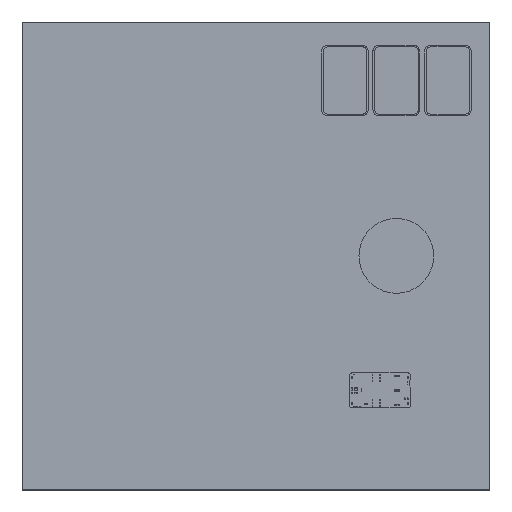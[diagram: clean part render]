
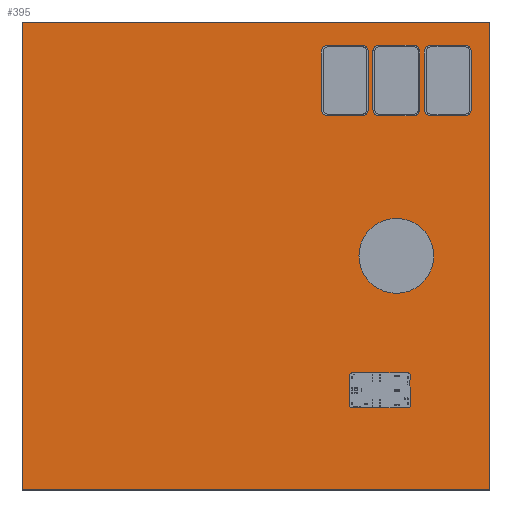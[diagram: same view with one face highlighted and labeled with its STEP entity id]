
A CAD part, top view. The second image highlights one B-rep face of the part: STEP entity #395.
In plain terms, the highlighted planar face has unit normal (0, 0, 1).
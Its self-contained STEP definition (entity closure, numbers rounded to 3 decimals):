
#395=ADVANCED_FACE('',(#1139),#1141,.T.);
#1139=FACE_BOUND('',#1140,.T.);
#1140=EDGE_LOOP('',(#2287,#2288,#2289,#2290));
#1141=PLANE('',#1142);
#1142=AXIS2_PLACEMENT_3D('',#1143,#1144,#1145);
#1143=CARTESIAN_POINT('',(0.,0.,200.));
#1144=DIRECTION('',(0.,0.,1.));
#1145=DIRECTION('',(-1.,0.,0.));
#2287=ORIENTED_EDGE('',*,*,#2749,.T.);
#2288=ORIENTED_EDGE('',*,*,#2753,.T.);
#2289=ORIENTED_EDGE('',*,*,#2756,.T.);
#2290=ORIENTED_EDGE('',*,*,#2758,.T.);
#2749=EDGE_CURVE('',#2990,#2988,#2991,.T.);
#2753=EDGE_CURVE('',#2988,#2995,#2997,.T.);
#2756=EDGE_CURVE('',#2995,#3000,#3002,.T.);
#2758=EDGE_CURVE('',#3000,#2990,#3004,.T.);
#2988=VERTEX_POINT('',#3426);
#2990=VERTEX_POINT('',#3430);
#2991=LINE('',#3431,#3432);
#2995=VERTEX_POINT('',#3441);
#2997=LINE('',#3445,#3446);
#3000=VERTEX_POINT('',#3452);
#3002=LINE('',#3456,#3457);
#3004=LINE('',#3462,#3463);
#3426=CARTESIAN_POINT('',(-1000.,-1000.,200.));
#3430=CARTESIAN_POINT('',(-1000.,0.,200.));
#3431=CARTESIAN_POINT('',(-1000.,0.,200.));
#3432=VECTOR('',#3433,1.);
#3433=DIRECTION('',(0.,-1.,0.));
#3441=CARTESIAN_POINT('',(0.,-1000.,200.));
#3445=CARTESIAN_POINT('',(-1000.,-1000.,200.));
#3446=VECTOR('',#3447,1.);
#3447=DIRECTION('',(1.,0.,0.));
#3452=CARTESIAN_POINT('',(0.,0.,200.));
#3456=CARTESIAN_POINT('',(0.,-1000.,200.));
#3457=VECTOR('',#3458,1.);
#3458=DIRECTION('',(0.,1.,0.));
#3462=CARTESIAN_POINT('',(0.,0.,200.));
#3463=VECTOR('',#3464,1.);
#3464=DIRECTION('',(-1.,0.,0.));
